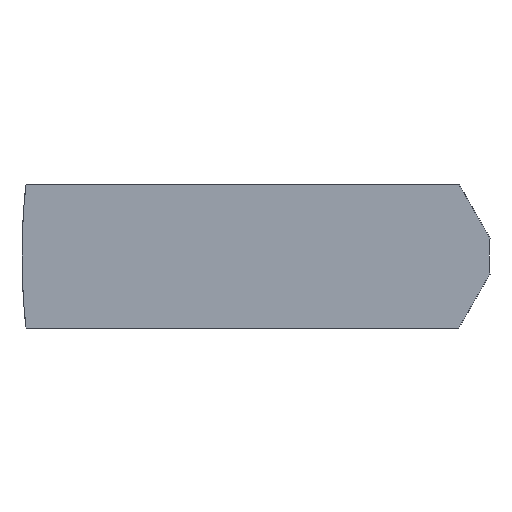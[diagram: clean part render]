
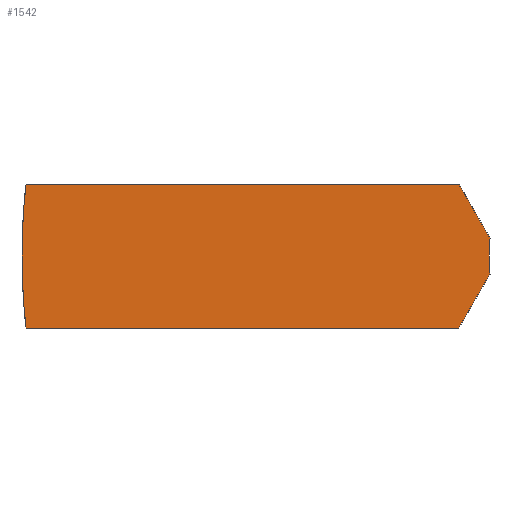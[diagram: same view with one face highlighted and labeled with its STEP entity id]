
A CAD part, front view. The second image highlights one B-rep face of the part: STEP entity #1542.
In plain terms, the highlighted planar face has unit normal (0, -1, 0).
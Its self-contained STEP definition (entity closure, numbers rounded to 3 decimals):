
#797=CARTESIAN_POINT('POINT55',(-63.5,-72.898,6.35));
#798=VERTEX_POINT('VERTEX55',#797);
#838=CARTESIAN_POINT('POINT60',(-74.499,-72.898,
   25.4));
#839=VERTEX_POINT('VERTEX60',#838);
#846=CARTESIAN_POINT('POS104',(-63.5,-72.898,
   6.35));
#847=DIRECTION('DIR150',(-0.5,0.,0.866));
#848=VECTOR('VEC58',#847,25.4);
#849=LINE('STRAIGHT58',#846,#848);
#850=EDGE_CURVE('EDGE80',#798,#839,#849,.T.);
#860=CARTESIAN_POINT('POINT61',(-63.817,-72.898,
   0.));
#861=VERTEX_POINT('VERTEX61',#860);
#871=CARTESIAN_POINT('POS107',(0.,-72.898,
   0.));
#872=DIRECTION('DIR154',(0.,1.,0.));
#873=DIRECTION('DIR155',(-0.995,0.,
   -0.1));
#874=AXIS2_PLACEMENT_3D('AXIS48',#871,#872,#873);
#875=CIRCLE('ELLIPSE22',#874,63.817);
#876=EDGE_CURVE('EDGE82',#861,#798,#875,.T.);
#887=CARTESIAN_POINT('POINT62',(-63.5,-72.898,-6.35));
#888=VERTEX_POINT('VERTEX62',#887);
#889=EDGE_CURVE('EDGE83',#888,#861,#875,.T.);
#903=CARTESIAN_POINT('POINT63',(-74.499,-72.898,
   -25.4));
#904=VERTEX_POINT('VERTEX63',#903);
#905=CARTESIAN_POINT('POS110',(-74.499,-72.898,
   -25.4));
#906=DIRECTION('DIR159',(0.5,0.,0.866));
#907=VECTOR('VEC61',#906,25.4);
#908=LINE('STRAIGHT61',#905,#907);
#909=EDGE_CURVE('EDGE85',#904,#888,#908,.T.);
#1488=CARTESIAN_POINT('POINT92',(-227.185,-72.898,
   25.4));
#1489=VERTEX_POINT('VERTEX92',#1488);
#1496=CARTESIAN_POINT('POS181',(-227.185,-72.898,
   25.4));
#1497=DIRECTION('DIR255',(1.,0.,0.));
#1498=VECTOR('VEC107',#1497,25.4);
#1499=LINE('STRAIGHT107',#1496,#1498);
#1500=EDGE_CURVE('EDGE138',#1489,#839,#1499,.T.);
#1511=ORIENTED_EDGE('COEDGE245',*,*,#889,.T.);
#1512=ORIENTED_EDGE('COEDGE246',*,*,#876,.T.);
#1513=ORIENTED_EDGE('COEDGE247',*,*,#850,.T.);
#1514=ORIENTED_EDGE('COEDGE248',*,*,#1500,.F.);
#1515=CARTESIAN_POINT('POINT93',(-228.6,-72.898,
   0.));
#1516=VERTEX_POINT('VERTEX93',#1515);
#1517=CARTESIAN_POINT('POS183',(0.,-72.898,
   0.));
#1518=DIRECTION('DIR258',(0.,1.,0.));
#1519=DIRECTION('DIR259',(-0.994,0.,
   -0.111));
#1520=AXIS2_PLACEMENT_3D('AXIS76',#1517,#1518,#1519);
#1521=CIRCLE('ELLIPSE30',#1520,228.6);
#1522=EDGE_CURVE('EDGE139',#1516,#1489,#1521,.T.);
#1523=ORIENTED_EDGE('COEDGE249',*,*,#1522,.F.);
#1524=CARTESIAN_POINT('POINT94',(-227.185,-72.898,
   -25.4));
#1525=VERTEX_POINT('VERTEX94',#1524);
#1526=EDGE_CURVE('EDGE140',#1525,#1516,#1521,.T.);
#1527=ORIENTED_EDGE('COEDGE250',*,*,#1526,.F.);
#1528=CARTESIAN_POINT('POS184',(-227.185,-72.898,
   -25.4));
#1529=DIRECTION('DIR260',(1.,0.,0.));
#1530=VECTOR('VEC108',#1529,25.4);
#1531=LINE('STRAIGHT108',#1528,#1530);
#1532=EDGE_CURVE('EDGE141',#1525,#904,#1531,.T.);
#1533=ORIENTED_EDGE('COEDGE251',*,*,#1532,.T.);
#1534=ORIENTED_EDGE('COEDGE252',*,*,#909,.T.);
#1535=EDGE_LOOP('NONE',(#1511,#1512,#1513,#1514,#1523,#1527,#1533,#1534)
   );
#1536=FACE_BOUND('LOOP1',#1535,.T.);
#1537=CARTESIAN_POINT('POS185',(-228.6,-72.898,25.4));
#1538=DIRECTION('DIR261',(0.,-1.,0.));
#1539=DIRECTION('DIR262',(1.,0.,0.));
#1540=AXIS2_PLACEMENT_3D('AXIS77',#1537,#1538,#1539);
#1541=PLANE('PLANE38',#1540);
#1542=ADVANCED_FACE('FACE48',(#1536),#1541,.T.);
